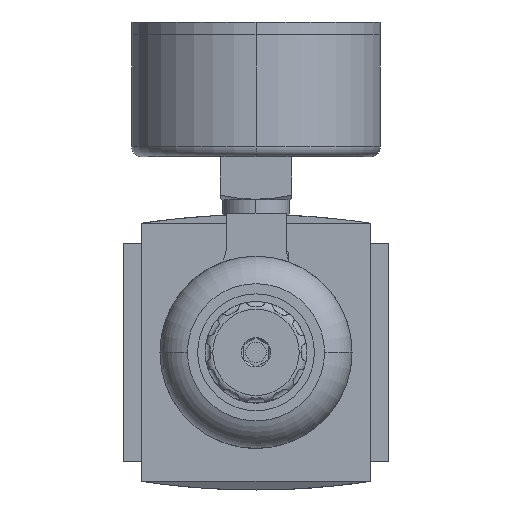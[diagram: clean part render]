
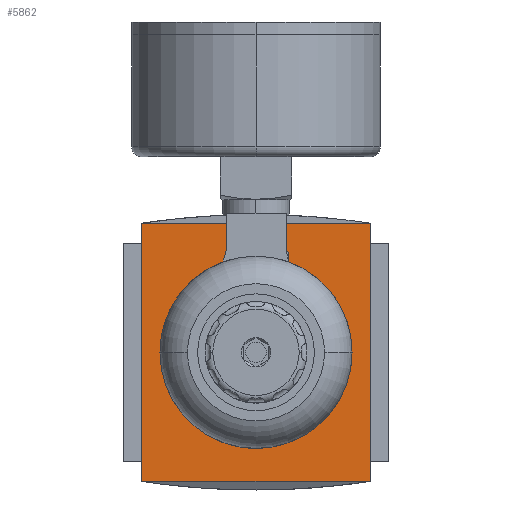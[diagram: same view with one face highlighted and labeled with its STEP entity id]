
A CAD part, front view. The second image highlights one B-rep face of the part: STEP entity #5862.
In plain terms, the highlighted planar face has unit normal (0, -1, 0).
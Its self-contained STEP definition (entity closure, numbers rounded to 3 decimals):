
#240=PLANE('',#13154);
#970=FACE_OUTER_BOUND('',#1659,.F.);
#1659=EDGE_LOOP('',(#4336,#4337,#4338,#4339));
#4336=ORIENTED_EDGE('',*,*,#10826,.F.);
#4337=ORIENTED_EDGE('',*,*,#10822,.F.);
#4338=ORIENTED_EDGE('',*,*,#10827,.F.);
#4339=ORIENTED_EDGE('',*,*,#10820,.F.);
#5862=ADVANCED_FACE('',(#970),#240,.T.);
#7316=LINE('',#21241,#8331);
#7317=LINE('',#21258,#8332);
#7318=LINE('',#21307,#8333);
#7319=LINE('',#21308,#8334);
#8331=VECTOR('',#16430,45.);
#8332=VECTOR('',#16431,45.);
#8333=VECTOR('',#16432,50.8);
#8334=VECTOR('',#16433,50.8);
#10820=EDGE_CURVE('',#11631,#11630,#7316,.T.);
#10822=EDGE_CURVE('',#11629,#11628,#7317,.T.);
#10826=EDGE_CURVE('',#11628,#11631,#7318,.T.);
#10827=EDGE_CURVE('',#11630,#11629,#7319,.T.);
#11628=VERTEX_POINT('',#20213);
#11629=VERTEX_POINT('',#20214);
#11630=VERTEX_POINT('',#20215);
#11631=VERTEX_POINT('',#20216);
#13154=AXIS2_PLACEMENT_3D('',#21374,#16526,#16527);
#16430=DIRECTION('',(-1.,0.,0.));
#16431=DIRECTION('',(1.,0.,0.));
#16432=DIRECTION('',(0.,0.,1.));
#16433=DIRECTION('',(0.,0.,-1.));
#16526=DIRECTION('',(0.,-1.,0.));
#16527=DIRECTION('',(0.,0.,-1.));
#20213=CARTESIAN_POINT('',(22.5,-31.,-25.4));
#20214=CARTESIAN_POINT('',(-22.5,-31.,-25.4));
#20215=CARTESIAN_POINT('',(-22.5,-31.,25.4));
#20216=CARTESIAN_POINT('',(22.5,-31.,25.4));
#21241=CARTESIAN_POINT('',(22.5,-31.,25.4));
#21258=CARTESIAN_POINT('',(-22.5,-31.,-25.4));
#21307=CARTESIAN_POINT('',(22.5,-31.,-25.4));
#21308=CARTESIAN_POINT('',(-22.5,-31.,25.4));
#21374=CARTESIAN_POINT('',(-25.04,-31.,27.94));
